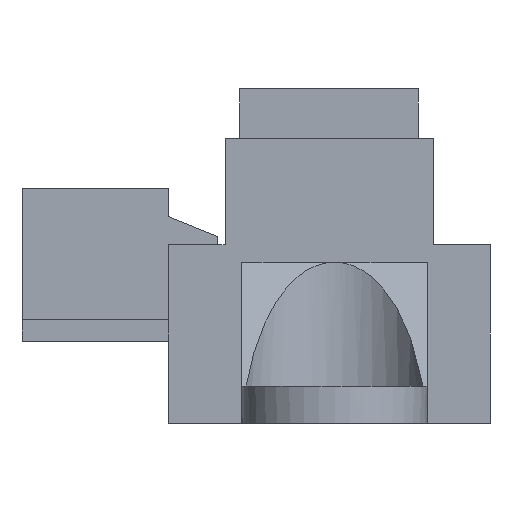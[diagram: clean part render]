
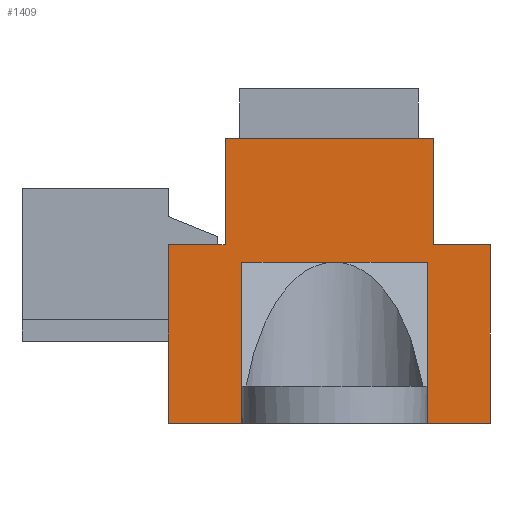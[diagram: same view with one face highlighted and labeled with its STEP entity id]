
A CAD part, left-side view. The second image highlights one B-rep face of the part: STEP entity #1409.
In plain terms, the highlighted planar face has unit normal (-1, 0, 0).
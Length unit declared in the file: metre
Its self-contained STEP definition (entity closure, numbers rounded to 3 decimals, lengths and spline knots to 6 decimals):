
#71=LINE('',#2251,#239);
#74=LINE('',#2257,#242);
#144=LINE('',#2400,#312);
#148=LINE('',#2408,#316);
#159=LINE('',#2429,#327);
#160=LINE('',#2430,#328);
#161=LINE('',#2432,#329);
#162=LINE('',#2434,#330);
#163=LINE('',#2436,#331);
#164=LINE('',#2438,#332);
#165=LINE('',#2440,#333);
#166=LINE('',#2442,#334);
#167=LINE('',#2444,#335);
#239=VECTOR('',#1817,1.);
#242=VECTOR('',#1822,1.);
#312=VECTOR('',#1934,1.);
#316=VECTOR('',#1940,1.);
#327=VECTOR('',#1955,1.);
#328=VECTOR('',#1956,1.);
#329=VECTOR('',#1957,1.);
#330=VECTOR('',#1958,1.);
#331=VECTOR('',#1959,1.);
#332=VECTOR('',#1960,1.);
#333=VECTOR('',#1961,1.);
#334=VECTOR('',#1962,1.);
#335=VECTOR('',#1963,1.);
#401=PLANE('',#1652);
#657=ORIENTED_EDGE('',*,*,#880,.F.);
#658=ORIENTED_EDGE('',*,*,#877,.F.);
#659=ORIENTED_EDGE('',*,*,#965,.F.);
#660=ORIENTED_EDGE('',*,*,#950,.F.);
#661=ORIENTED_EDGE('',*,*,#966,.F.);
#662=ORIENTED_EDGE('',*,*,#967,.F.);
#663=ORIENTED_EDGE('',*,*,#968,.T.);
#664=ORIENTED_EDGE('',*,*,#969,.T.);
#665=ORIENTED_EDGE('',*,*,#970,.T.);
#666=ORIENTED_EDGE('',*,*,#971,.T.);
#667=ORIENTED_EDGE('',*,*,#972,.T.);
#668=ORIENTED_EDGE('',*,*,#973,.F.);
#669=ORIENTED_EDGE('',*,*,#954,.F.);
#877=EDGE_CURVE('',#1050,#1052,#71,.T.);
#880=EDGE_CURVE('',#1052,#1054,#74,.T.);
#950=EDGE_CURVE('',#1105,#1106,#144,.T.);
#954=EDGE_CURVE('',#1054,#1109,#148,.T.);
#965=EDGE_CURVE('',#1106,#1050,#159,.T.);
#966=EDGE_CURVE('',#1117,#1105,#160,.T.);
#967=EDGE_CURVE('',#1118,#1117,#161,.T.);
#968=EDGE_CURVE('',#1118,#1119,#162,.T.);
#969=EDGE_CURVE('',#1119,#1120,#163,.T.);
#970=EDGE_CURVE('',#1120,#1121,#164,.T.);
#971=EDGE_CURVE('',#1121,#1122,#165,.T.);
#972=EDGE_CURVE('',#1122,#1123,#166,.T.);
#973=EDGE_CURVE('',#1109,#1123,#167,.T.);
#1050=VERTEX_POINT('',#2249);
#1052=VERTEX_POINT('',#2252);
#1054=VERTEX_POINT('',#2258);
#1105=VERTEX_POINT('',#2399);
#1106=VERTEX_POINT('',#2401);
#1109=VERTEX_POINT('',#2409);
#1117=VERTEX_POINT('',#2431);
#1118=VERTEX_POINT('',#2433);
#1119=VERTEX_POINT('',#2435);
#1120=VERTEX_POINT('',#2437);
#1121=VERTEX_POINT('',#2439);
#1122=VERTEX_POINT('',#2441);
#1123=VERTEX_POINT('',#2443);
#1210=EDGE_LOOP('',(#657,#658,#659,#660,#661,#662,#663,#664,#665,#666,#667,
#668,#669));
#1300=FACE_BOUND('',#1210,.T.);
#1409=ADVANCED_FACE('',(#1300),#401,.F.);
#1652=AXIS2_PLACEMENT_3D('',#2428,#1953,#1954);
#1817=DIRECTION('',(0.,0.,-1.));
#1822=DIRECTION('',(0.,-1.,0.));
#1934=DIRECTION('',(0.,0.,1.));
#1940=DIRECTION('',(0.,0.,-1.));
#1953=DIRECTION('',(1.,0.,0.));
#1954=DIRECTION('',(0.,0.,-1.));
#1955=DIRECTION('',(0.,-1.,0.));
#1956=DIRECTION('',(0.,-1.,0.));
#1957=DIRECTION('',(0.,0.,1.));
#1958=DIRECTION('',(0.,-1.,0.));
#1959=DIRECTION('',(0.,0.,1.));
#1960=DIRECTION('',(0.,-1.,0.));
#1961=DIRECTION('',(0.,-1.,0.));
#1962=DIRECTION('',(0.,0.,-1.));
#1963=DIRECTION('',(0.,1.,0.));
#2249=CARTESIAN_POINT('',(0.,0.0023,0.0178));
#2251=CARTESIAN_POINT('',(0.,0.0023,0.0178));
#2252=CARTESIAN_POINT('',(0.,0.0023,0.0135));
#2257=CARTESIAN_POINT('',(0.,0.013,0.0135));
#2258=CARTESIAN_POINT('',(0.,0.,0.0135));
#2399=CARTESIAN_POINT('',(0.,0.0107,0.0135));
#2400=CARTESIAN_POINT('',(0.,0.0107,0.0135));
#2401=CARTESIAN_POINT('',(0.,0.0107,0.0178));
#2408=CARTESIAN_POINT('',(0.,0.,0.0135));
#2409=CARTESIAN_POINT('',(0.,0.,0.0063));
#2428=CARTESIAN_POINT('',(0.,0.,0.0063));
#2429=CARTESIAN_POINT('',(0.,0.0107,0.0178));
#2430=CARTESIAN_POINT('',(0.,0.013,0.0135));
#2431=CARTESIAN_POINT('',(0.,0.013,0.0135));
#2432=CARTESIAN_POINT('',(0.,0.013,0.015784));
#2433=CARTESIAN_POINT('',(0.,0.013,0.0063));
#2434=CARTESIAN_POINT('',(0.,0.013,0.0063));
#2435=CARTESIAN_POINT('',(0.,0.010023,0.0063));
#2436=CARTESIAN_POINT('',(0.,0.010023,0.0063));
#2437=CARTESIAN_POINT('',(0.,0.010023,0.0128));
#2438=CARTESIAN_POINT('',(0.,0.010023,0.0128));
#2439=CARTESIAN_POINT('',(0.,0.006273,0.0128));
#2440=CARTESIAN_POINT('',(0.,0.006273,0.0128));
#2441=CARTESIAN_POINT('',(0.,0.002523,0.0128));
#2442=CARTESIAN_POINT('',(0.,0.002523,0.0128));
#2443=CARTESIAN_POINT('',(0.,0.002523,0.0063));
#2444=CARTESIAN_POINT('',(0.,0.,0.0063));
